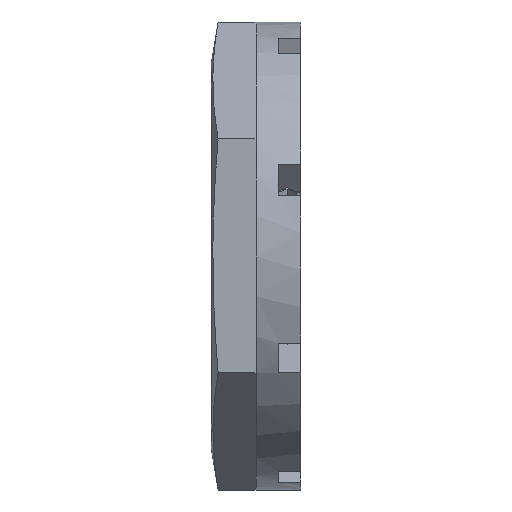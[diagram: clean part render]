
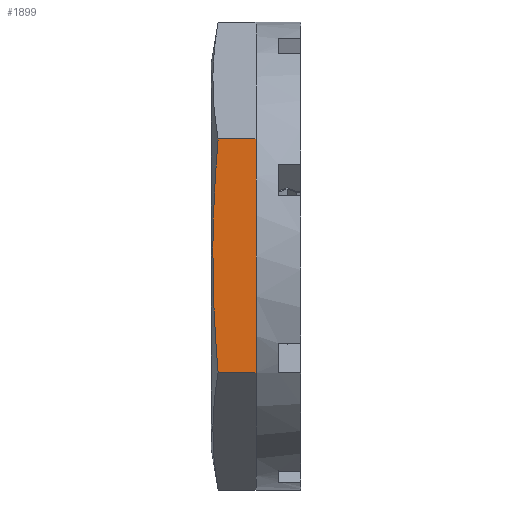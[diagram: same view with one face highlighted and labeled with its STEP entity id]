
A CAD part, left-side view. The second image highlights one B-rep face of the part: STEP entity #1899.
In plain terms, the highlighted planar face has unit normal (-1, 0, 0).
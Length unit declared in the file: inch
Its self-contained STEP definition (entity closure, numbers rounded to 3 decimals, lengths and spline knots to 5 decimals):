
#94 = CARTESIAN_POINT ( 'NONE',  ( -0.45466, 0.15221, -0.21878 ) ) ;
#245 = CARTESIAN_POINT ( 'NONE',  ( -0.45466, 0.06356, -0.2625 ) ) ;
#257 = EDGE_CURVE ( 'NONE', #1095, #456, #2430, .T. ) ;
#275 = LINE ( 'NONE', #391, #1835 ) ;
#389 = CARTESIAN_POINT ( 'NONE',  ( -0.45466, 0.06356, -0.2625 ) ) ;
#391 = CARTESIAN_POINT ( 'NONE',  ( -0.45466, 0.06356, -0.2625 ) ) ;
#441 = DIRECTION ( 'NONE',  ( 0., 0., 1. ) ) ;
#456 = VERTEX_POINT ( 'NONE', #1135 ) ;
#521 = B_SPLINE_CURVE_WITH_KNOTS ( 'NONE', 3,
 ( #697, #901, #2331, #1097, #2524, #1303, #94, #1502 ),
 .UNSPECIFIED., .F., .F.,
 ( 4, 2, 2, 4 ),
 ( 0.0251, 0.03178, 0.03512, 0.03846 ),
 .UNSPECIFIED. ) ;
#697 = CARTESIAN_POINT ( 'NONE',  ( -0.45466, 0.14856, 0.2625 ) ) ;
#845 = PLANE ( 'NONE',  #2467 ) ;
#901 = CARTESIAN_POINT ( 'NONE',  ( -0.45466, 0.15585, 0.17511 ) ) ;
#928 = FACE_OUTER_BOUND ( 'NONE', #1405, .T. ) ;
#966 = EDGE_CURVE ( 'NONE', #456, #1672, #521, .T. ) ;
#1095 = VERTEX_POINT ( 'NONE', #1557 ) ;
#1097 = CARTESIAN_POINT ( 'NONE',  ( -0.45466, 0.16029, -0.04359 ) ) ;
#1135 = CARTESIAN_POINT ( 'NONE',  ( -0.45466, 0.14856, 0.2625 ) ) ;
#1303 = CARTESIAN_POINT ( 'NONE',  ( -0.45466, 0.15517, -0.17495 ) ) ;
#1404 = VECTOR ( 'NONE', #1664, 39.37008 ) ;
#1405 = EDGE_LOOP ( 'NONE', ( #1942, #2076, #1843, #2268 ) ) ;
#1456 = CARTESIAN_POINT ( 'NONE',  ( -0.45466, 0.06356, -0.2625 ) ) ;
#1502 = CARTESIAN_POINT ( 'NONE',  ( -0.45466, 0.14856, -0.2625 ) ) ;
#1557 = CARTESIAN_POINT ( 'NONE',  ( -0.45466, 0.06356, 0.2625 ) ) ;
#1659 = DIRECTION ( 'NONE',  ( -1., 0., 0. ) ) ;
#1664 = DIRECTION ( 'NONE',  ( 0., 0., 1. ) ) ;
#1666 = CARTESIAN_POINT ( 'NONE',  ( -0.45466, 0.06356, 0.2625 ) ) ;
#1672 = VERTEX_POINT ( 'NONE', #2596 ) ;
#1752 = EDGE_CURVE ( 'NONE', #2225, #1672, #275, .T. ) ;
#1809 = DIRECTION ( 'NONE',  ( 0., 1., 0. ) ) ;
#1835 = VECTOR ( 'NONE', #1809, 39.37008 ) ;
#1843 = ORIENTED_EDGE ( 'NONE', *, *, #1937, .T. ) ;
#1873 = DIRECTION ( 'NONE',  ( 0., 1., 0. ) ) ;
#1899 = ADVANCED_FACE ( 'NONE', ( #928 ), #845, .T. ) ;
#1937 = EDGE_CURVE ( 'NONE', #2225, #1095, #2018, .T. ) ;
#1942 = ORIENTED_EDGE ( 'NONE', *, *, #966, .T. ) ;
#2018 = LINE ( 'NONE', #1456, #1404 ) ;
#2076 = ORIENTED_EDGE ( 'NONE', *, *, #1752, .F. ) ;
#2225 = VERTEX_POINT ( 'NONE', #389 ) ;
#2268 = ORIENTED_EDGE ( 'NONE', *, *, #257, .T. ) ;
#2289 = VECTOR ( 'NONE', #1873, 39.37008 ) ;
#2331 = CARTESIAN_POINT ( 'NONE',  ( -0.45466, 0.16028, 0.08768 ) ) ;
#2430 = LINE ( 'NONE', #1666, #2289 ) ;
#2467 = AXIS2_PLACEMENT_3D ( 'NONE', #245, #1659, #441 ) ;
#2524 = CARTESIAN_POINT ( 'NONE',  ( -0.45466, 0.15922, -0.08737 ) ) ;
#2596 = CARTESIAN_POINT ( 'NONE',  ( -0.45466, 0.14856, -0.2625 ) ) ;
